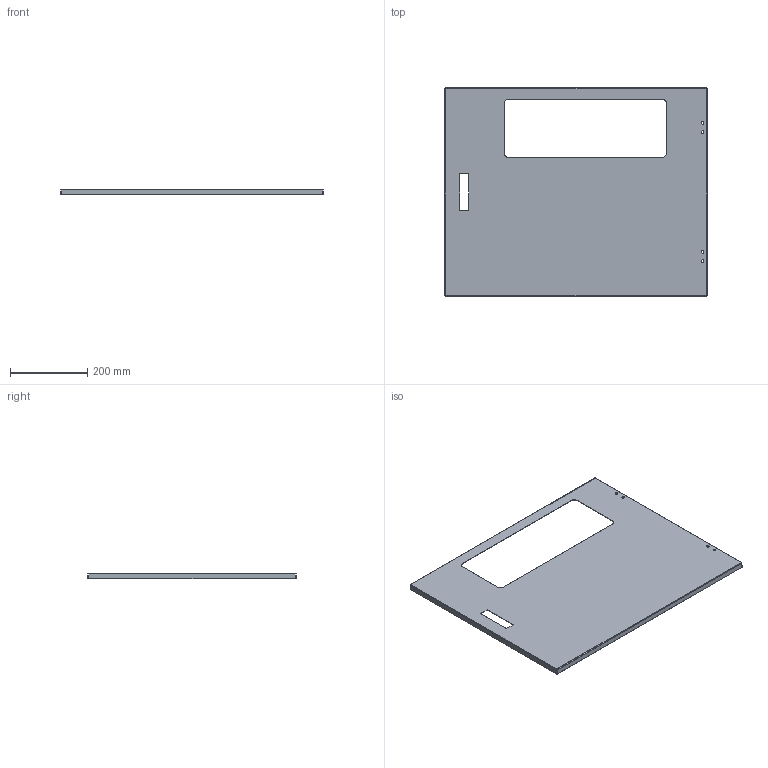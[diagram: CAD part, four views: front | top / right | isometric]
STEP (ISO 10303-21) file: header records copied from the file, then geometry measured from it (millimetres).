
FILE_DESCRIPTION(('STEP AP214'),'2;1');
FILE_NAME('KKSD171005A-01-04-70.stp','2020-03-28T17:47:21',(''),(''),'2014.1.117','THINKDESIGN','');
FILE_SCHEMA(('AUTOMOTIVE_DESIGN'));
Length unit declared in the file: millimetre
Products named in the file (1): top
Bounding box: 680 x 540 x 15 mm (x, y, z)
Volume: 400425.5 mm3; surface area: 672163.9 mm2
Topology: 1 solids, 1 shells, 58 faces, 136 edges, 80 vertices
Faces by surface type: plane 30, cylinder 20, bspline 8
Entity records: 2465 total; most frequent: CARTESIAN_POINT 619, ORIENTED_EDGE 272, DIRECTION 246, EDGE_CURVE 136, VECTOR 96, LINE 96, VERTEX_POINT 80, AXIS2_PLACEMENT_3D 75
